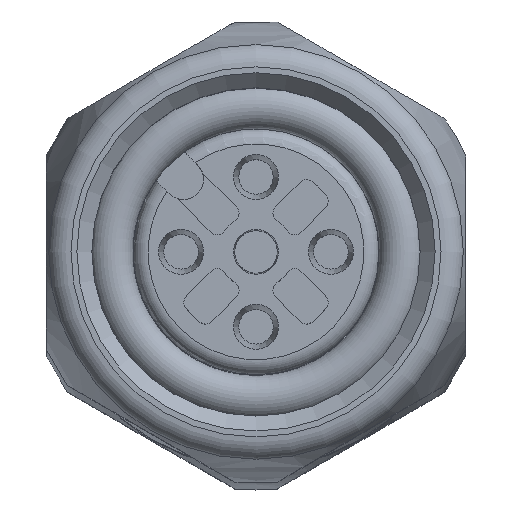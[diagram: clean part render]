
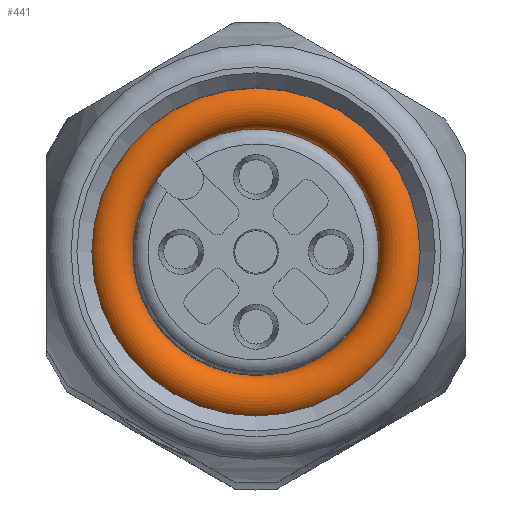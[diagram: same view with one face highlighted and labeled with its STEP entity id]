
A CAD part, top view. The second image highlights one B-rep face of the part: STEP entity #441.
In plain terms, the highlighted toroidal (fillet/blend) face has major radius 4.85 mm and minor radius 0.75 mm.
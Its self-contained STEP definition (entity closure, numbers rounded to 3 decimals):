
#328=TOROIDAL_SURFACE('',#2121,4.85,0.75);
#441=ADVANCED_FACE('',(#651,#652),#328,.T.);
#651=FACE_BOUND('',#787,.T.);
#652=FACE_BOUND('',#788,.T.);
#787=EDGE_LOOP('',(#1004));
#788=EDGE_LOOP('',(#1005));
#1004=ORIENTED_EDGE('',*,*,#1684,.F.);
#1005=ORIENTED_EDGE('',*,*,#1703,.F.);
#1487=VERTEX_POINT('',#3043);
#1506=VERTEX_POINT('',#3237);
#1684=EDGE_CURVE('',#1487,#1487,#1944,.T.);
#1703=EDGE_CURVE('',#1506,#1506,#1957,.T.);
#1944=CIRCLE('',#2089,5.475);
#1957=CIRCLE('',#2120,4.102);
#2089=AXIS2_PLACEMENT_3D('',#3042,#2375,#2376);
#2120=AXIS2_PLACEMENT_3D('',#3236,#2437,#2438);
#2121=AXIS2_PLACEMENT_3D('',#3238,#2439,#2440);
#2375=DIRECTION('',(0.,0.,-1.));
#2376=DIRECTION('',(-1.,0.,0.));
#2437=DIRECTION('',(0.,0.,1.));
#2438=DIRECTION('',(-1.,0.,0.));
#2439=DIRECTION('',(0.,0.,1.));
#2440=DIRECTION('',(1.,0.,0.));
#3042=CARTESIAN_POINT('',(0.,0.,-8.085));
#3043=CARTESIAN_POINT('',(-5.475,0.,-8.085));
#3236=CARTESIAN_POINT('',(0.,0.,-8.45));
#3237=CARTESIAN_POINT('',(-4.102,0.,-8.45));
#3238=CARTESIAN_POINT('',(0.,0.,-8.5));
